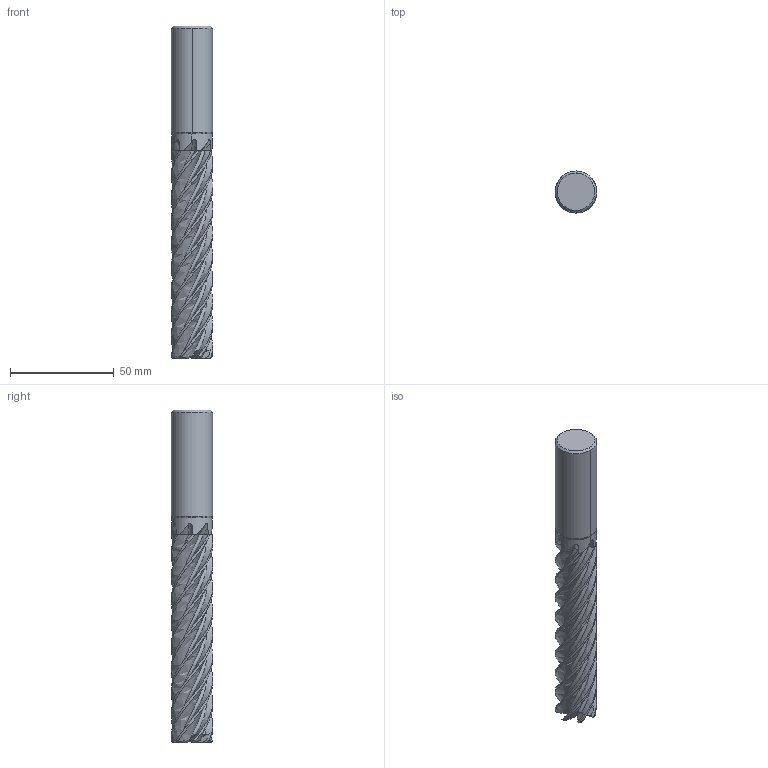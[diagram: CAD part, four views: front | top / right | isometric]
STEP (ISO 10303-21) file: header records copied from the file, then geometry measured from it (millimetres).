
FILE_DESCRIPTION(('no description'),'unknown implementation level');
FILE_NAME('EXPK1-M04-0053-20_0_5-Detail.stp',' ',('CIMSOURCE GmbH'),('CADClick - KiM GmbH - www.kimweb.de'),'unknown preprocess','ACIS','unknown authorization');
FILE_SCHEMA(('automotive_design'));
Length unit declared in the file: millimetre
Products named in the file (2): NOCUT; CUT
Bounding box: 20 x 20 x 160 mm (x, y, z)
Volume: 37788 mm3; surface area: 19882.1 mm2
Topology: 2 solids, 2 shells, 234 faces, 665 edges, 433 vertices
Faces by surface type: plane 100, bspline 63, cone 33, revolution 21, cylinder 10, torus 7
Entity records: 55105 total; most frequent: CARTESIAN_POINT 42326, STYLED_ITEM 1334, PRESENTATION_STYLE_ASSIGNMENT 1334, COLOUR_RGB 1334, ORIENTED_EDGE 1330, DIRECTION 836, EDGE_CURVE 665, CURVE_STYLE 665
